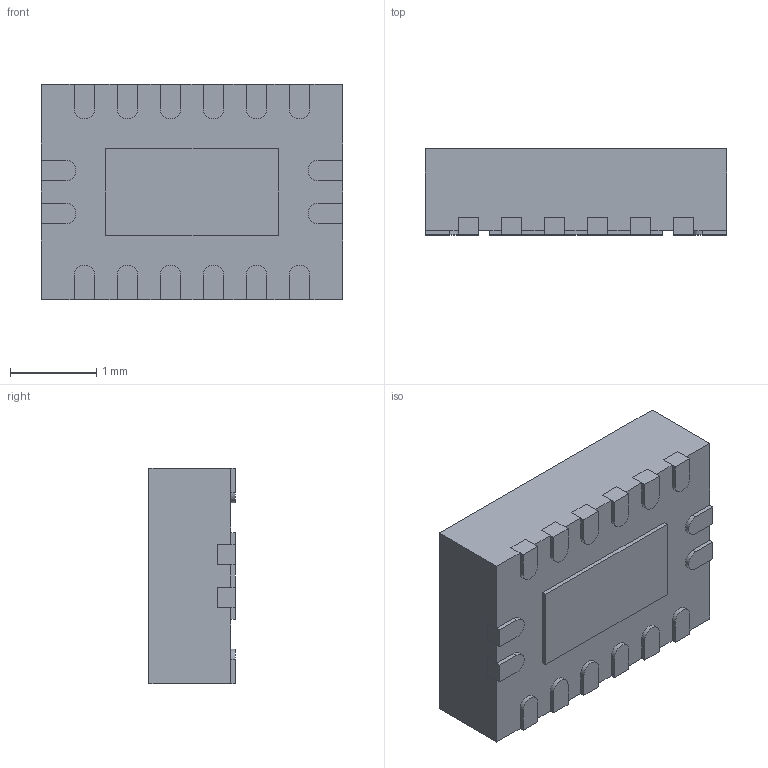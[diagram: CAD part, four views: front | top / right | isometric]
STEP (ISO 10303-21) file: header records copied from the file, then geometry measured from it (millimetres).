
FILE_DESCRIPTION (( 'STEP AP214' ), '1' );
FILE_NAME ('74AHC594BQ,115.STEP', '2020-08-19T01:57:58', ( '' ), ( '' ), 'SwSTEP 2.0', 'SolidWorks 2017', '' );
FILE_SCHEMA (( 'AUTOMOTIVE_DESIGN' ));
Length unit declared in the file: millimetre
Products named in the file (1): 74AHC594BQ,115
Bounding box: 3.5 x 1 x 2.5 mm (x, y, z)
Volume: 8.5 mm3; surface area: 43.7 mm2
Topology: 19 solids, 19 shells, 196 faces, 468 edges, 312 vertices
Faces by surface type: plane 148, cylinder 48
Entity records: 6812 total; most frequent: CARTESIAN_POINT 977, DIRECTION 958, ORIENTED_EDGE 936, EDGE_CURVE 468, VECTOR 372, LINE 372, VERTEX_POINT 312, AXIS2_PLACEMENT_3D 293
